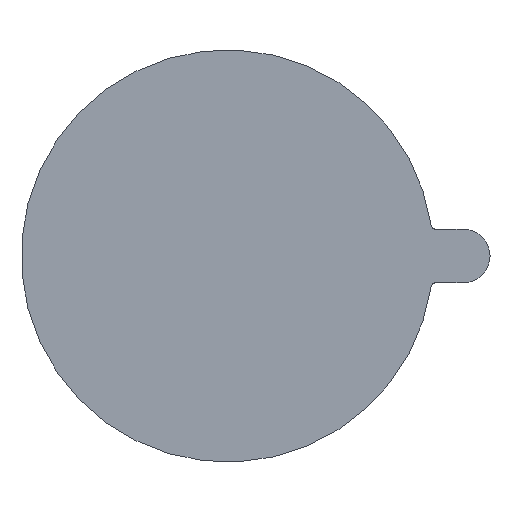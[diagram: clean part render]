
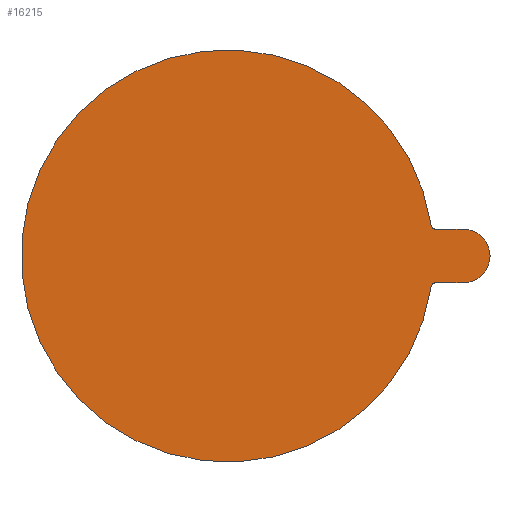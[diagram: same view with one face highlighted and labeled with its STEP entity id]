
A CAD part, top view. The second image highlights one B-rep face of the part: STEP entity #16215.
In plain terms, the highlighted planar face has unit normal (0, 0, 1).
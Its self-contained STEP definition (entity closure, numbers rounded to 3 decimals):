
#290 = VERTEX_POINT ( 'NONE', #12665 ) ;
#403 = AXIS2_PLACEMENT_3D ( 'NONE', #16040, #14728, #13473 ) ;
#544 = VERTEX_POINT ( 'NONE', #2845 ) ;
#549 = CARTESIAN_POINT ( 'NONE',  ( -123.672, 49.941, 0.15 ) ) ;
#604 = CARTESIAN_POINT ( 'NONE',  ( -126.738, 55.941, 0.15 ) ) ;
#725 = VECTOR ( 'NONE', #6012, 1000. ) ;
#822 = EDGE_CURVE ( 'NONE', #9322, #15751, #16171, .T. ) ;
#1007 = EDGE_CURVE ( 'NONE', #8217, #15751, #10160, .T. ) ;
#1048 = ORIENTED_EDGE ( 'NONE', *, *, #16014, .F. ) ;
#1168 = DIRECTION ( 'NONE',  ( -1., 0., 0. ) ) ;
#1211 = CIRCLE ( 'NONE', #403, 23. ) ;
#1294 = DIRECTION ( 'NONE',  ( 0., 0., 1. ) ) ;
#2513 = CARTESIAN_POINT ( 'NONE',  ( -126.738, 49.441, 0.15 ) ) ;
#2673 = PLANE ( 'NONE',  #2898 ) ;
#2845 = CARTESIAN_POINT ( 'NONE',  ( -123.672, 49.941, 0.15 ) ) ;
#2898 = AXIS2_PLACEMENT_3D ( 'NONE', #2513, #14266, #7735 ) ;
#3288 = LINE ( 'NONE', #549, #12488 ) ;
#3294 = ORIENTED_EDGE ( 'NONE', *, *, #16327, .F. ) ;
#3588 = AXIS2_PLACEMENT_3D ( 'NONE', #6206, #12691, #1168 ) ;
#4588 = CARTESIAN_POINT ( 'NONE',  ( -123.672, 52.941, 0.15 ) ) ;
#4808 = CIRCLE ( 'NONE', #11146, 0.5 ) ;
#5665 = DIRECTION ( 'NONE',  ( -1., 0., 0. ) ) ;
#5686 = ORIENTED_EDGE ( 'NONE', *, *, #822, .T. ) ;
#6012 = DIRECTION ( 'NONE',  ( 1., 0., 0. ) ) ;
#6206 = CARTESIAN_POINT ( 'NONE',  ( -123.672, 52.941, 0.15 ) ) ;
#6341 = FACE_OUTER_BOUND ( 'NONE', #6937, .T. ) ;
#6420 = DIRECTION ( 'NONE',  ( -1., 0., 0. ) ) ;
#6937 = EDGE_LOOP ( 'NONE', ( #3294, #1048, #16201, #5686, #16651, #7560, #9964 ) ) ;
#7560 = ORIENTED_EDGE ( 'NONE', *, *, #16549, .F. ) ;
#7627 = DIRECTION ( 'NONE',  ( -1., 0., 0. ) ) ;
#7735 = DIRECTION ( 'NONE',  ( -1., 0., 0. ) ) ;
#8217 = VERTEX_POINT ( 'NONE', #604 ) ;
#8704 = DIRECTION ( 'NONE',  ( 0., 0., 1. ) ) ;
#9322 = VERTEX_POINT ( 'NONE', #13320 ) ;
#9725 = CARTESIAN_POINT ( 'NONE',  ( -126.738, 49.941, 0.15 ) ) ;
#9964 = ORIENTED_EDGE ( 'NONE', *, *, #15171, .F. ) ;
#10160 = LINE ( 'NONE', #12581, #725 ) ;
#10315 = CARTESIAN_POINT ( 'NONE',  ( -126.738, 49.441, 0.15 ) ) ;
#10477 = CARTESIAN_POINT ( 'NONE',  ( -127.232, 49.515, 0.15 ) ) ;
#10497 = AXIS2_PLACEMENT_3D ( 'NONE', #4588, #8704, #15051 ) ;
#10667 = VERTEX_POINT ( 'NONE', #10477 ) ;
#11146 = AXIS2_PLACEMENT_3D ( 'NONE', #13134, #16910, #7627 ) ;
#12488 = VECTOR ( 'NONE', #5665, 1000. ) ;
#12581 = CARTESIAN_POINT ( 'NONE',  ( -126.738, 55.941, 0.15 ) ) ;
#12618 = VERTEX_POINT ( 'NONE', #9725 ) ;
#12665 = CARTESIAN_POINT ( 'NONE',  ( -127.232, 56.367, 0.15 ) ) ;
#12691 = DIRECTION ( 'NONE',  ( 0., 0., 1. ) ) ;
#13134 = CARTESIAN_POINT ( 'NONE',  ( -126.738, 56.441, 0.15 ) ) ;
#13320 = CARTESIAN_POINT ( 'NONE',  ( -120.672, 52.941, 0.15 ) ) ;
#13473 = DIRECTION ( 'NONE',  ( -1., 0., 0. ) ) ;
#13856 = CIRCLE ( 'NONE', #14655, 0.5 ) ;
#14266 = DIRECTION ( 'NONE',  ( 0., 0., -1. ) ) ;
#14460 = CARTESIAN_POINT ( 'NONE',  ( -123.672, 55.941, 0.15 ) ) ;
#14655 = AXIS2_PLACEMENT_3D ( 'NONE', #10315, #1294, #6420 ) ;
#14728 = DIRECTION ( 'NONE',  ( 0., 0., -1. ) ) ;
#15051 = DIRECTION ( 'NONE',  ( -1., 0., 0. ) ) ;
#15171 = EDGE_CURVE ( 'NONE', #10667, #290, #1211, .T. ) ;
#15713 = CIRCLE ( 'NONE', #10497, 3. ) ;
#15751 = VERTEX_POINT ( 'NONE', #14460 ) ;
#16014 = EDGE_CURVE ( 'NONE', #544, #12618, #3288, .T. ) ;
#16040 = CARTESIAN_POINT ( 'NONE',  ( -149.976, 52.941, 0.15 ) ) ;
#16171 = CIRCLE ( 'NONE', #3588, 3. ) ;
#16201 = ORIENTED_EDGE ( 'NONE', *, *, #16927, .T. ) ;
#16215 = ADVANCED_FACE ( 'NONE', ( #6341 ), #2673, .F. ) ;
#16327 = EDGE_CURVE ( 'NONE', #12618, #10667, #13856, .T. ) ;
#16549 = EDGE_CURVE ( 'NONE', #290, #8217, #4808, .T. ) ;
#16651 = ORIENTED_EDGE ( 'NONE', *, *, #1007, .F. ) ;
#16910 = DIRECTION ( 'NONE',  ( 0., 0., 1. ) ) ;
#16927 = EDGE_CURVE ( 'NONE', #544, #9322, #15713, .T. ) ;
